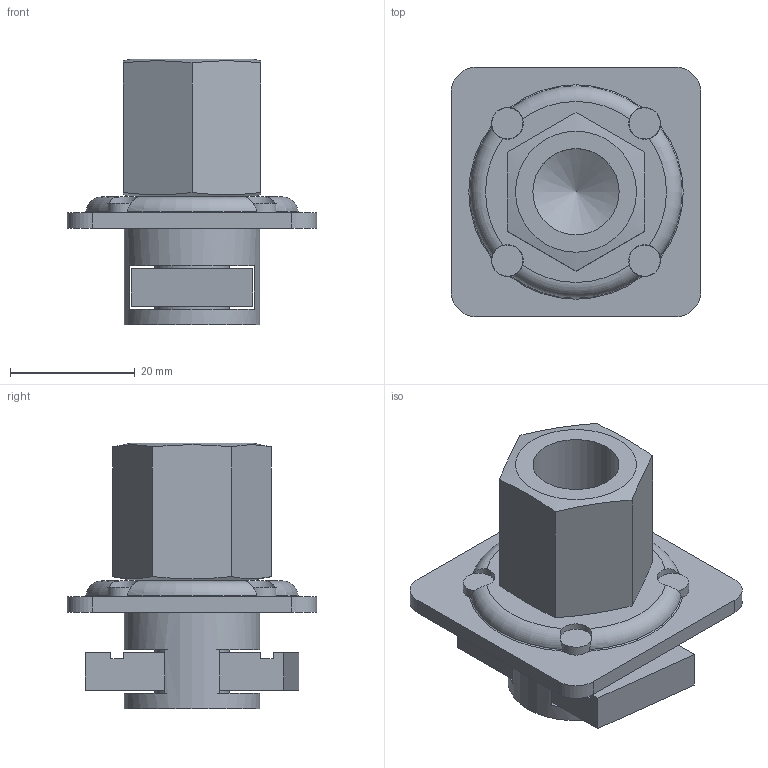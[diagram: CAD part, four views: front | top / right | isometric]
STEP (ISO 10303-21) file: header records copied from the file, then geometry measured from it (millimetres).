
FILE_DESCRIPTION((''),'2;1');
FILE_NAME('152330.stp','2013-05-02T11:19:02',('DMK009'),(''),'Autodesk Inventor 2012','Autodesk Inventor 2012','');
FILE_SCHEMA(('AUTOMOTIVE_DESIGN { 1 0 10303 214 1 1 1 1 }'));
Length unit declared in the file: millimetre
Products named in the file (1): 152330
Bounding box: 40 x 40 x 42.6 mm (x, y, z)
Volume: 18073.3 mm3; surface area: 11649.5 mm2
Topology: 3 solids, 3 shells, 101 faces, 284 edges, 187 vertices
Faces by surface type: plane 58, cylinder 23, torus 16, cone 4
Full cylindrical faces by diameter (mm): 5 x4, 5.1 x4, 12 x2, 13 x1, 13.835 x1, 15 x1, 19.8 x1, 21.8 x1
Entity records: 3425 total; most frequent: CARTESIAN_POINT 870, ORIENTED_EDGE 510, DIRECTION 504, EDGE_CURVE 255, AXIS2_PLACEMENT_3D 191, VERTEX_POINT 177, EDGE_LOOP 134, VECTOR 122
